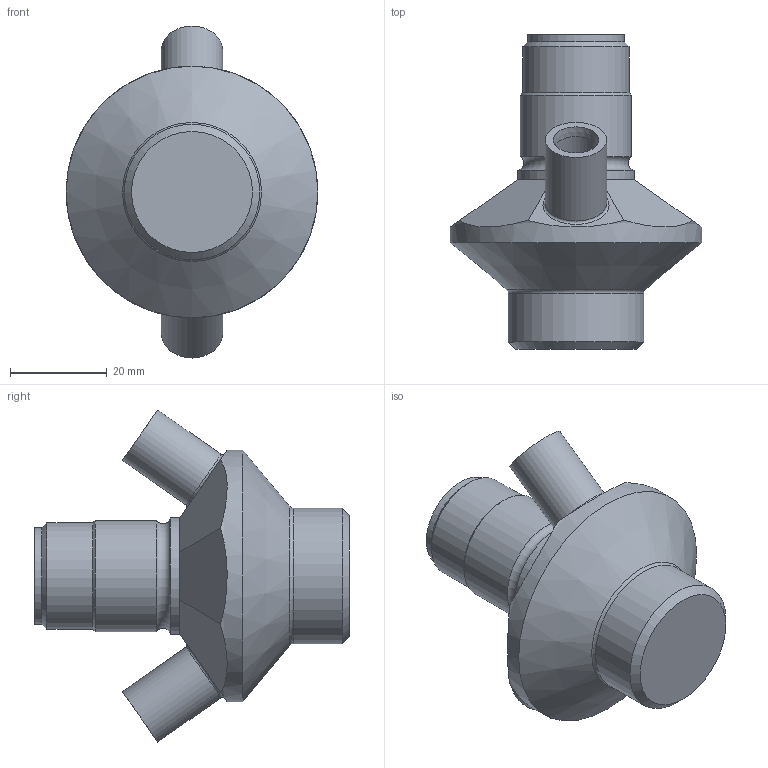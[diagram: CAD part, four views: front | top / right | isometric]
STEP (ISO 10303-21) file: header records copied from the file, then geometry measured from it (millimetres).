
FILE_DESCRIPTION(/* description */ ('This is a sample STEP configuration'),/* implementation_level */ '2;1');
FILE_NAME(/* name */ '850007.stp',/* time_stamp */ '2021-04-20T12:07:05+02:00',/* author */ ('powerJobs'),/* organization */ ('coolOrange'),/* preprocessor_version */ 'ST-DEVELOPER v18',/* originating_system */ 'Autodesk Inventor 2020',/* authorisation */ '');
FILE_SCHEMA (('AUTOMOTIVE_DESIGN { 1 0 10303 214 3 1 1 }'));
Length unit declared in the file: millimetre
Products named in the file (1): 850007
Bounding box: 52 x 65 x 68.59 mm (x, y, z)
Volume: 48691.4 mm3; surface area: 16201.8 mm2
Topology: 1 solids, 3 shells, 51 faces, 121 edges, 83 vertices
Faces by surface type: cylinder 19, plane 19, cone 9, torus 4
Full cylindrical faces by diameter (mm): 9 x2, 12.7 x2, 16 x1, 18.1 x1, 20 x1, 20.5 x2, 21 x2, 22 x2, 23 x1, 24 x1, 28 x1, 52 x1
Entity records: 1706 total; most frequent: CARTESIAN_POINT 330, DIRECTION 300, ORIENTED_EDGE 242, AXIS2_PLACEMENT_3D 129, EDGE_CURVE 121, VERTEX_POINT 83, CIRCLE 68, EDGE_LOOP 62
